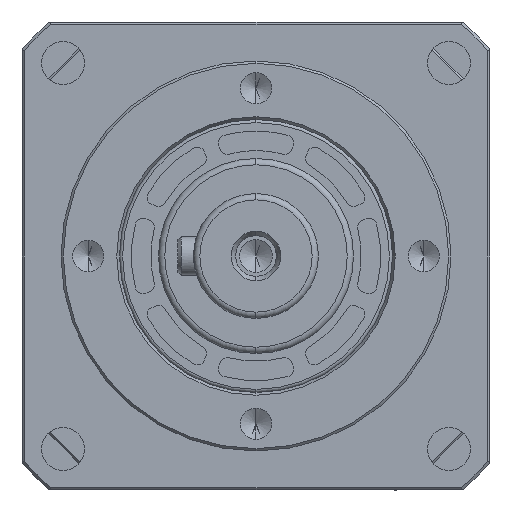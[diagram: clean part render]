
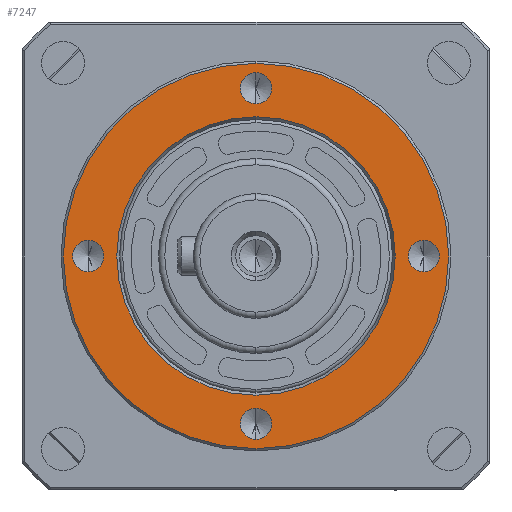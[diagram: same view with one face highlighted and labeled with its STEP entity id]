
A CAD part, left-side view. The second image highlights one B-rep face of the part: STEP entity #7247.
In plain terms, the highlighted planar face has unit normal (-1, 0, 0).
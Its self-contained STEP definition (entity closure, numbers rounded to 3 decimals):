
#698 = DIRECTION ( 'NONE',  ( 0., 0., 1. ) ) ;
#820 = EDGE_CURVE ( 'NONE', #11267, #10542, #15471, .T. ) ;
#953 = CARTESIAN_POINT ( 'NONE',  ( -7., 0., -19.5 ) ) ;
#1131 = DIRECTION ( 'NONE',  ( 0., 0., 1. ) ) ;
#1260 = CIRCLE ( 'NONE', #11058, 17.846 ) ;
#1627 = DIRECTION ( 'NONE',  ( -1., 0., 0. ) ) ;
#1840 = FACE_BOUND ( 'NONE', #17099, .T. ) ;
#1842 = DIRECTION ( 'NONE',  ( -1., 0., 0. ) ) ;
#1855 = ORIENTED_EDGE ( 'NONE', *, *, #1875, .F. ) ;
#1867 = CIRCLE ( 'NONE', #19622, 2. ) ;
#1875 = EDGE_CURVE ( 'NONE', #15852, #17734, #6554, .T. ) ;
#1898 = EDGE_CURVE ( 'NONE', #6939, #14418, #18163, .T. ) ;
#2134 = DIRECTION ( 'NONE',  ( -1., 0., 0. ) ) ;
#2197 = CARTESIAN_POINT ( 'NONE',  ( -7., 21.5, 0. ) ) ;
#2317 = DIRECTION ( 'NONE',  ( 0., 0., 1. ) ) ;
#2465 = DIRECTION ( 'NONE',  ( 1., 0., 0. ) ) ;
#3121 = CARTESIAN_POINT ( 'NONE',  ( -7., 25., 0. ) ) ;
#3448 = EDGE_CURVE ( 'NONE', #8345, #7543, #1867, .T. ) ;
#3626 = CARTESIAN_POINT ( 'NONE',  ( -7., 0., 21.5 ) ) ;
#3702 = DIRECTION ( 'NONE',  ( -1., 0., 0. ) ) ;
#3724 = EDGE_LOOP ( 'NONE', ( #14954, #1855 ) ) ;
#3822 = AXIS2_PLACEMENT_3D ( 'NONE', #11274, #1842, #12848 ) ;
#3926 = EDGE_CURVE ( 'NONE', #7543, #8345, #11209, .T. ) ;
#4357 = CARTESIAN_POINT ( 'NONE',  ( -7., 0., -24.7 ) ) ;
#4953 = CIRCLE ( 'NONE', #14001, 2. ) ;
#5137 = ORIENTED_EDGE ( 'NONE', *, *, #820, .F. ) ;
#5140 = EDGE_CURVE ( 'NONE', #5773, #15244, #7688, .T. ) ;
#5216 = DIRECTION ( 'NONE',  ( 0., 0., 1. ) ) ;
#5400 = EDGE_CURVE ( 'NONE', #10542, #11267, #8426, .T. ) ;
#5407 = CARTESIAN_POINT ( 'NONE',  ( -7., -21.5, 0. ) ) ;
#5773 = VERTEX_POINT ( 'NONE', #18389 ) ;
#6494 = FACE_BOUND ( 'NONE', #9553, .T. ) ;
#6510 = EDGE_CURVE ( 'NONE', #14418, #6939, #1260, .T. ) ;
#6554 = CIRCLE ( 'NONE', #14607, 2. ) ;
#6566 = DIRECTION ( 'NONE',  ( 0., 0., 1. ) ) ;
#6859 = CARTESIAN_POINT ( 'NONE',  ( -7., 0., 17.846 ) ) ;
#6939 = VERTEX_POINT ( 'NONE', #8513 ) ;
#6990 = DIRECTION ( 'NONE',  ( 0., 0., 1. ) ) ;
#7247 = ADVANCED_FACE ( 'NONE', ( #10186, #1840, #18579, #6494, #18104, #13906 ), #17306, .T. ) ;
#7339 = EDGE_LOOP ( 'NONE', ( #5137, #15500 ) ) ;
#7458 = CIRCLE ( 'NONE', #3822, 24.7 ) ;
#7543 = VERTEX_POINT ( 'NONE', #12637 ) ;
#7634 = EDGE_CURVE ( 'NONE', #15244, #5773, #7458, .T. ) ;
#7688 = CIRCLE ( 'NONE', #8798, 24.7 ) ;
#7714 = AXIS2_PLACEMENT_3D ( 'NONE', #8510, #16772, #2317 ) ;
#7783 = CARTESIAN_POINT ( 'NONE',  ( -7., 0., 0. ) ) ;
#8160 = ORIENTED_EDGE ( 'NONE', *, *, #7634, .T. ) ;
#8278 = DIRECTION ( 'NONE',  ( -1., 0., 0. ) ) ;
#8345 = VERTEX_POINT ( 'NONE', #13095 ) ;
#8362 = CARTESIAN_POINT ( 'NONE',  ( -7., 0., 21.5 ) ) ;
#8403 = AXIS2_PLACEMENT_3D ( 'NONE', #13155, #3702, #14730 ) ;
#8426 = CIRCLE ( 'NONE', #8403, 2. ) ;
#8510 = CARTESIAN_POINT ( 'NONE',  ( -7., 0., -21.5 ) ) ;
#8513 = CARTESIAN_POINT ( 'NONE',  ( -7., 0., -17.846 ) ) ;
#8798 = AXIS2_PLACEMENT_3D ( 'NONE', #7783, #18806, #9369 ) ;
#8835 = EDGE_LOOP ( 'NONE', ( #14443, #13022 ) ) ;
#9369 = DIRECTION ( 'NONE',  ( 0., 0., 1. ) ) ;
#9401 = CIRCLE ( 'NONE', #15439, 2. ) ;
#9421 = CIRCLE ( 'NONE', #12021, 2. ) ;
#9553 = EDGE_LOOP ( 'NONE', ( #13679, #10183 ) ) ;
#9655 = CARTESIAN_POINT ( 'NONE',  ( -7., 0., 23.5 ) ) ;
#9905 = VERTEX_POINT ( 'NONE', #10072 ) ;
#9929 = DIRECTION ( 'NONE',  ( 0., 0., 1. ) ) ;
#10072 = CARTESIAN_POINT ( 'NONE',  ( -7., 0., 19.5 ) ) ;
#10183 = ORIENTED_EDGE ( 'NONE', *, *, #3926, .F. ) ;
#10186 = FACE_BOUND ( 'NONE', #3724, .T. ) ;
#10519 = DIRECTION ( 'NONE',  ( -1., 0., 0. ) ) ;
#10542 = VERTEX_POINT ( 'NONE', #13294 ) ;
#11053 = CARTESIAN_POINT ( 'NONE',  ( -7., 21.5, 2. ) ) ;
#11058 = AXIS2_PLACEMENT_3D ( 'NONE', #11908, #2465, #13491 ) ;
#11209 = CIRCLE ( 'NONE', #17097, 2. ) ;
#11267 = VERTEX_POINT ( 'NONE', #953 ) ;
#11274 = CARTESIAN_POINT ( 'NONE',  ( -7., 0., 0. ) ) ;
#11303 = EDGE_LOOP ( 'NONE', ( #8160, #14839 ) ) ;
#11908 = CARTESIAN_POINT ( 'NONE',  ( -7., 0., 0. ) ) ;
#12021 = AXIS2_PLACEMENT_3D ( 'NONE', #8362, #19369, #9929 ) ;
#12619 = DIRECTION ( 'NONE',  ( 0., 0., 1. ) ) ;
#12637 = CARTESIAN_POINT ( 'NONE',  ( -7., -21.5, -2. ) ) ;
#12763 = ORIENTED_EDGE ( 'NONE', *, *, #15013, .F. ) ;
#12848 = DIRECTION ( 'NONE',  ( 0., 0., 1. ) ) ;
#12929 = CARTESIAN_POINT ( 'NONE',  ( -7., 0., 0. ) ) ;
#13022 = ORIENTED_EDGE ( 'NONE', *, *, #1898, .T. ) ;
#13087 = CARTESIAN_POINT ( 'NONE',  ( -7., 21.5, -2. ) ) ;
#13095 = CARTESIAN_POINT ( 'NONE',  ( -7., -21.5, 2. ) ) ;
#13155 = CARTESIAN_POINT ( 'NONE',  ( -7., 0., -21.5 ) ) ;
#13294 = CARTESIAN_POINT ( 'NONE',  ( -7., 0., -23.5 ) ) ;
#13329 = ORIENTED_EDGE ( 'NONE', *, *, #15824, .F. ) ;
#13491 = DIRECTION ( 'NONE',  ( 0., 0., 1. ) ) ;
#13679 = ORIENTED_EDGE ( 'NONE', *, *, #3448, .F. ) ;
#13906 = FACE_OUTER_BOUND ( 'NONE', #11303, .T. ) ;
#14001 = AXIS2_PLACEMENT_3D ( 'NONE', #3626, #14675, #5216 ) ;
#14004 = VERTEX_POINT ( 'NONE', #9655 ) ;
#14418 = VERTEX_POINT ( 'NONE', #6859 ) ;
#14443 = ORIENTED_EDGE ( 'NONE', *, *, #6510, .T. ) ;
#14577 = DIRECTION ( 'NONE',  ( 1., 0., 0. ) ) ;
#14607 = AXIS2_PLACEMENT_3D ( 'NONE', #2197, #2134, #698 ) ;
#14675 = DIRECTION ( 'NONE',  ( -1., 0., 0. ) ) ;
#14730 = DIRECTION ( 'NONE',  ( 0., 0., 1. ) ) ;
#14839 = ORIENTED_EDGE ( 'NONE', *, *, #5140, .T. ) ;
#14954 = ORIENTED_EDGE ( 'NONE', *, *, #15516, .F. ) ;
#15013 = EDGE_CURVE ( 'NONE', #14004, #9905, #9421, .T. ) ;
#15159 = AXIS2_PLACEMENT_3D ( 'NONE', #3121, #1627, #12619 ) ;
#15244 = VERTEX_POINT ( 'NONE', #4357 ) ;
#15439 = AXIS2_PLACEMENT_3D ( 'NONE', #17719, #8278, #19291 ) ;
#15471 = CIRCLE ( 'NONE', #7714, 2. ) ;
#15500 = ORIENTED_EDGE ( 'NONE', *, *, #5400, .F. ) ;
#15516 = EDGE_CURVE ( 'NONE', #17734, #15852, #9401, .T. ) ;
#15824 = EDGE_CURVE ( 'NONE', #9905, #14004, #4953, .T. ) ;
#15852 = VERTEX_POINT ( 'NONE', #13087 ) ;
#16435 = DIRECTION ( 'NONE',  ( -1., 0., 0. ) ) ;
#16772 = DIRECTION ( 'NONE',  ( -1., 0., 0. ) ) ;
#17097 = AXIS2_PLACEMENT_3D ( 'NONE', #5407, #16435, #6990 ) ;
#17099 = EDGE_LOOP ( 'NONE', ( #12763, #13329 ) ) ;
#17306 = PLANE ( 'NONE',  #15159 ) ;
#17719 = CARTESIAN_POINT ( 'NONE',  ( -7., 21.5, 0. ) ) ;
#17734 = VERTEX_POINT ( 'NONE', #11053 ) ;
#18104 = FACE_BOUND ( 'NONE', #8835, .T. ) ;
#18163 = CIRCLE ( 'NONE', #19870, 17.846 ) ;
#18389 = CARTESIAN_POINT ( 'NONE',  ( -7., 0., 24.7 ) ) ;
#18579 = FACE_BOUND ( 'NONE', #7339, .T. ) ;
#18806 = DIRECTION ( 'NONE',  ( -1., 0., 0. ) ) ;
#19291 = DIRECTION ( 'NONE',  ( 0., 0., 1. ) ) ;
#19369 = DIRECTION ( 'NONE',  ( -1., 0., 0. ) ) ;
#19622 = AXIS2_PLACEMENT_3D ( 'NONE', #19962, #10519, #1131 ) ;
#19870 = AXIS2_PLACEMENT_3D ( 'NONE', #12929, #14577, #6566 ) ;
#19962 = CARTESIAN_POINT ( 'NONE',  ( -7., -21.5, 0. ) ) ;
